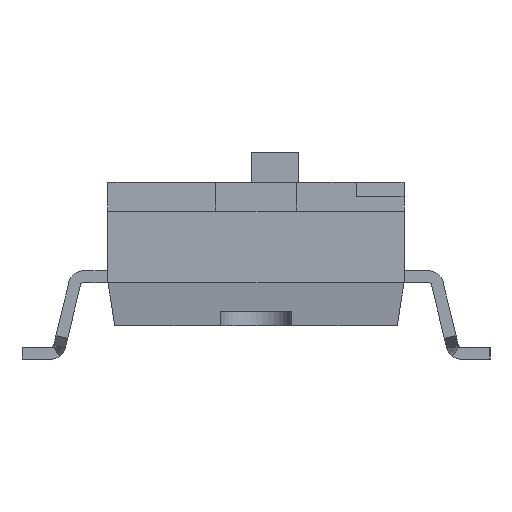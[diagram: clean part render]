
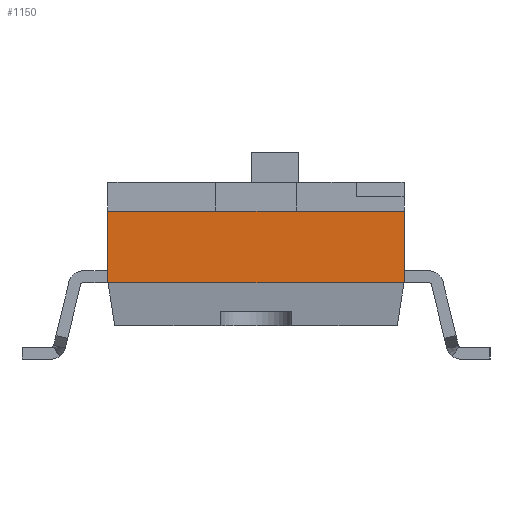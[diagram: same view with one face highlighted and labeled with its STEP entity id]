
A CAD part, left-side view. The second image highlights one B-rep face of the part: STEP entity #1150.
In plain terms, the highlighted planar face has unit normal (-1, 0, 0).
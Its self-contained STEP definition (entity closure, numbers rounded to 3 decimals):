
#1150 = ADVANCED_FACE( '', ( #2507 ), #2508, .T. );
#2507 = FACE_OUTER_BOUND( '', #4254, .T. );
#2508 = PLANE( '', #4255 );
#4254 = EDGE_LOOP( '', ( #6774, #6775, #6776, #6777 ) );
#4255 = AXIS2_PLACEMENT_3D( '', #6778, #6779, #6780 );
#6774 = ORIENTED_EDGE( '', *, *, #12035, .F. );
#6775 = ORIENTED_EDGE( '', *, *, #11782, .F. );
#6776 = ORIENTED_EDGE( '', *, *, #11562, .T. );
#6777 = ORIENTED_EDGE( '', *, *, #12036, .F. );
#6778 = CARTESIAN_POINT( '', ( -10.63, 3.1, -2.4 ) );
#6779 = DIRECTION( '', ( -1., 0., 0. ) );
#6780 = DIRECTION( '', ( 0., 0., 1. ) );
#11562 = EDGE_CURVE( '', #13809, #13807, #13810, .T. );
#11782 = EDGE_CURVE( '', #13809, #14211, #14212, .T. );
#12035 = EDGE_CURVE( '', #14211, #14640, #14641, .T. );
#12036 = EDGE_CURVE( '', #14640, #13807, #14642, .T. );
#13807 = VERTEX_POINT( '', #17166 );
#13809 = VERTEX_POINT( '', #17169 );
#13810 = LINE( '', #17170, #17171 );
#14211 = VERTEX_POINT( '', #17813 );
#14212 = LINE( '', #17814, #17815 );
#14640 = VERTEX_POINT( '', #18516 );
#14641 = LINE( '', #18517, #18518 );
#14642 = LINE( '', #18519, #18520 );
#17166 = CARTESIAN_POINT( '', ( -10.63, -3.1, 0. ) );
#17169 = CARTESIAN_POINT( '', ( -10.63, -3.1, -1.5 ) );
#17170 = CARTESIAN_POINT( '', ( -10.63, -3.1, -2.4 ) );
#17171 = VECTOR( '', #22296, 1000. );
#17813 = CARTESIAN_POINT( '', ( -10.63, 3.1, -1.5 ) );
#17814 = CARTESIAN_POINT( '', ( -10.63, -22.275, -1.5 ) );
#17815 = VECTOR( '', #22484, 1000. );
#18516 = CARTESIAN_POINT( '', ( -10.63, 3.1, 0. ) );
#18517 = CARTESIAN_POINT( '', ( -10.63, 3.1, -2.4 ) );
#18518 = VECTOR( '', #22683, 1000. );
#18519 = CARTESIAN_POINT( '', ( -10.63, 3.1, 0. ) );
#18520 = VECTOR( '', #22684, 1000. );
#22296 = DIRECTION( '', ( 0., 0., 1. ) );
#22484 = DIRECTION( '', ( 0., 1., 0. ) );
#22683 = DIRECTION( '', ( 0., 0., 1. ) );
#22684 = DIRECTION( '', ( 0., -1., 0. ) );
